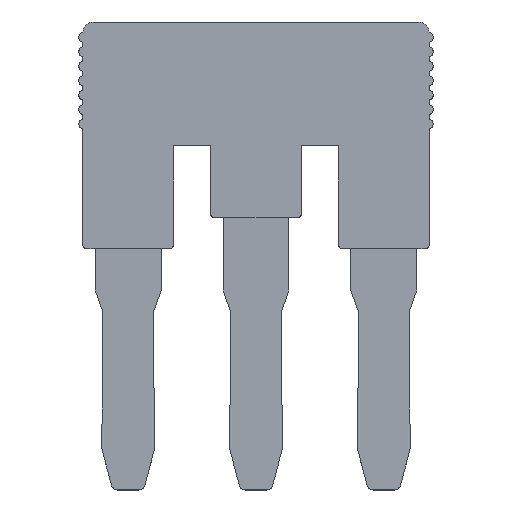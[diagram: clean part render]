
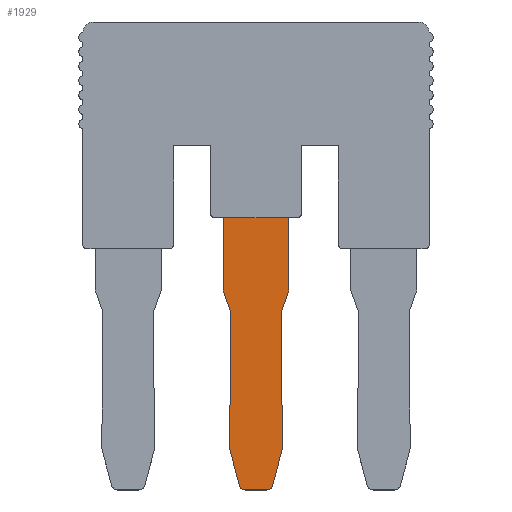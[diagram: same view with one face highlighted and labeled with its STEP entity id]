
A CAD part, top view. The second image highlights one B-rep face of the part: STEP entity #1929.
In plain terms, the highlighted planar face has unit normal (0, 0, 1).
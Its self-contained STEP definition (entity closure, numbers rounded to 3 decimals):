
#268=DIRECTION('',(-1.,0.,0.));
#269=VECTOR('',#268,3.2);
#270=CARTESIAN_POINT('',(1.6,4.294,1.05));
#271=LINE('',#270,#269);
#846=DIRECTION('',(0.,-1.,0.));
#847=VECTOR('',#846,3.5);
#848=CARTESIAN_POINT('',(-1.6,4.294,1.05));
#849=LINE('',#848,#847);
#858=DIRECTION('',(0.33,-0.944,0.));
#859=VECTOR('',#858,1.059);
#860=CARTESIAN_POINT('',(-1.6,0.794,1.05));
#861=LINE('',#860,#859);
#870=DIRECTION('',(0.,-1.,0.));
#871=VECTOR('',#870,3.644);
#872=CARTESIAN_POINT('',(-1.25,-0.206,1.05));
#873=LINE('',#872,#871);
#882=DIRECTION('',(-0.012,-1.,0.));
#883=VECTOR('',#882,2.557);
#884=CARTESIAN_POINT('',(-1.25,-3.85,1.05));
#885=LINE('',#884,#883);
#894=DIRECTION('',(0.,-1.,0.));
#895=VECTOR('',#894,0.5);
#896=CARTESIAN_POINT('',(-1.28,-6.407,1.05));
#897=LINE('',#896,#895);
#906=DIRECTION('',(0.258,-0.966,0.));
#907=VECTOR('',#906,1.84);
#908=CARTESIAN_POINT('',(-1.28,-6.907,1.05));
#909=LINE('',#908,#907);
#919=CARTESIAN_POINT('',(-0.516,-8.607,1.05));
#920=DIRECTION('',(0.,0.,1.));
#921=DIRECTION('',(-0.966,-0.258,0.));
#922=AXIS2_PLACEMENT_3D('',#919,#920,#921);
#932=DIRECTION('',(1.,0.,0.));
#933=VECTOR('',#932,1.031);
#934=CARTESIAN_POINT('',(-0.516,-8.907,1.05));
#935=LINE('',#934,#933);
#945=CARTESIAN_POINT('',(0.516,-8.607,1.05));
#946=DIRECTION('',(0.,0.,1.));
#947=DIRECTION('',(0.,-1.,0.));
#948=AXIS2_PLACEMENT_3D('',#945,#946,#947);
#958=DIRECTION('',(0.258,0.966,0.));
#959=VECTOR('',#958,1.84);
#960=CARTESIAN_POINT('',(0.806,-8.684,1.05));
#961=LINE('',#960,#959);
#970=DIRECTION('',(0.,1.,0.));
#971=VECTOR('',#970,0.5);
#972=CARTESIAN_POINT('',(1.28,-6.907,1.05));
#973=LINE('',#972,#971);
#982=DIRECTION('',(-0.012,1.,0.));
#983=VECTOR('',#982,2.557);
#984=CARTESIAN_POINT('',(1.28,-6.407,1.05));
#985=LINE('',#984,#983);
#994=DIRECTION('',(0.,1.,0.));
#995=VECTOR('',#994,3.644);
#996=CARTESIAN_POINT('',(1.25,-3.85,1.05));
#997=LINE('',#996,#995);
#1006=DIRECTION('',(0.33,0.944,0.));
#1007=VECTOR('',#1006,1.059);
#1008=CARTESIAN_POINT('',(1.25,-0.206,1.05));
#1009=LINE('',#1008,#1007);
#1018=DIRECTION('',(0.,1.,0.));
#1019=VECTOR('',#1018,3.5);
#1020=CARTESIAN_POINT('',(1.6,0.794,1.05));
#1021=LINE('',#1020,#1019);
#1418=CARTESIAN_POINT('',(-1.6,4.294,1.05));
#1419=CARTESIAN_POINT('',(-1.6,0.794,1.05));
#1420=VERTEX_POINT('',#1418);
#1421=VERTEX_POINT('',#1419);
#1422=CARTESIAN_POINT('',(-1.25,-0.206,1.05));
#1423=VERTEX_POINT('',#1422);
#1424=CARTESIAN_POINT('',(-1.25,-3.85,1.05));
#1425=VERTEX_POINT('',#1424);
#1426=CARTESIAN_POINT('',(-1.28,-6.407,1.05));
#1427=VERTEX_POINT('',#1426);
#1428=CARTESIAN_POINT('',(-1.28,-6.907,1.05));
#1429=VERTEX_POINT('',#1428);
#1430=CARTESIAN_POINT('',(-0.806,-8.684,1.05));
#1431=VERTEX_POINT('',#1430);
#1432=CARTESIAN_POINT('',(-0.516,-8.907,1.05));
#1433=VERTEX_POINT('',#1432);
#1434=CARTESIAN_POINT('',(0.516,-8.907,1.05));
#1435=VERTEX_POINT('',#1434);
#1436=CARTESIAN_POINT('',(0.806,-8.684,1.05));
#1437=VERTEX_POINT('',#1436);
#1438=CARTESIAN_POINT('',(1.28,-6.907,1.05));
#1439=VERTEX_POINT('',#1438);
#1440=CARTESIAN_POINT('',(1.28,-6.407,1.05));
#1441=VERTEX_POINT('',#1440);
#1442=CARTESIAN_POINT('',(1.25,-3.85,1.05));
#1443=VERTEX_POINT('',#1442);
#1444=CARTESIAN_POINT('',(1.25,-0.206,1.05));
#1445=VERTEX_POINT('',#1444);
#1446=CARTESIAN_POINT('',(1.6,0.794,1.05));
#1447=VERTEX_POINT('',#1446);
#1448=CARTESIAN_POINT('',(1.6,4.294,1.05));
#1449=VERTEX_POINT('',#1448);
#1890=CARTESIAN_POINT('',(0.,0.,1.05));
#1891=DIRECTION('',(0.,0.,1.));
#1892=DIRECTION('',(1.,0.,0.));
#1893=AXIS2_PLACEMENT_3D('',#1890,#1891,#1892);
#1894=PLANE('',#1893);
#1896=ORIENTED_EDGE('',*,*,#1895,.F.);
#1898=ORIENTED_EDGE('',*,*,#1897,.F.);
#1900=ORIENTED_EDGE('',*,*,#1899,.F.);
#1902=ORIENTED_EDGE('',*,*,#1901,.F.);
#1904=ORIENTED_EDGE('',*,*,#1903,.F.);
#1906=ORIENTED_EDGE('',*,*,#1905,.F.);
#1908=ORIENTED_EDGE('',*,*,#1907,.F.);
#1910=ORIENTED_EDGE('',*,*,#1909,.F.);
#1912=ORIENTED_EDGE('',*,*,#1911,.F.);
#1914=ORIENTED_EDGE('',*,*,#1913,.F.);
#1916=ORIENTED_EDGE('',*,*,#1915,.F.);
#1918=ORIENTED_EDGE('',*,*,#1917,.F.);
#1920=ORIENTED_EDGE('',*,*,#1919,.F.);
#1922=ORIENTED_EDGE('',*,*,#1921,.F.);
#1924=ORIENTED_EDGE('',*,*,#1923,.F.);
#1926=ORIENTED_EDGE('',*,*,#1925,.F.);
#1927=EDGE_LOOP('',(#1896,#1898,#1900,#1902,#1904,#1906,#1908,#1910,#1912,#1914,
#1916,#1918,#1920,#1922,#1924,#1926));
#1928=FACE_OUTER_BOUND('',#1927,.F.);
#923=CIRCLE('',#922,0.3);
#949=CIRCLE('',#948,0.3);
#1895=EDGE_CURVE('',#1420,#1421,#849,.T.);
#1897=EDGE_CURVE('',#1449,#1420,#271,.T.);
#1899=EDGE_CURVE('',#1447,#1449,#1021,.T.);
#1901=EDGE_CURVE('',#1445,#1447,#1009,.T.);
#1903=EDGE_CURVE('',#1443,#1445,#997,.T.);
#1905=EDGE_CURVE('',#1441,#1443,#985,.T.);
#1907=EDGE_CURVE('',#1439,#1441,#973,.T.);
#1909=EDGE_CURVE('',#1437,#1439,#961,.T.);
#1911=EDGE_CURVE('',#1435,#1437,#949,.T.);
#1913=EDGE_CURVE('',#1433,#1435,#935,.T.);
#1915=EDGE_CURVE('',#1431,#1433,#923,.T.);
#1917=EDGE_CURVE('',#1429,#1431,#909,.T.);
#1919=EDGE_CURVE('',#1427,#1429,#897,.T.);
#1921=EDGE_CURVE('',#1425,#1427,#885,.T.);
#1923=EDGE_CURVE('',#1423,#1425,#873,.T.);
#1925=EDGE_CURVE('',#1421,#1423,#861,.T.);
#1929=ADVANCED_FACE('',(#1928),#1894,.T.);
